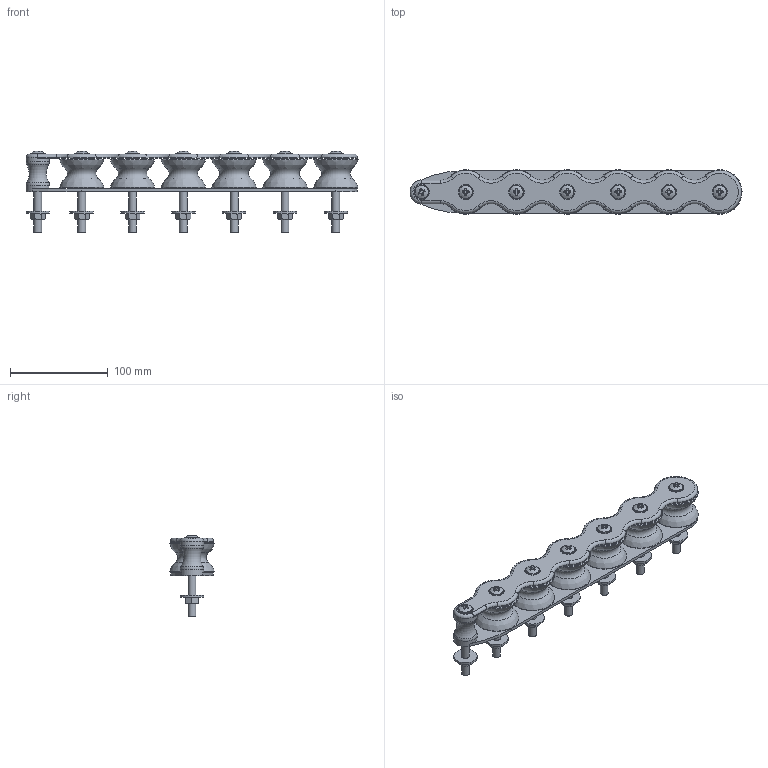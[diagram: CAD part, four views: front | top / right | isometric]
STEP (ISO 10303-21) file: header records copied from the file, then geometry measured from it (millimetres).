
FILE_DESCRIPTION(/* description */ (''),/* implementation_level */ '2;1');
FILE_NAME(/* name */ 'T560.stp',/* time_stamp */ '2016-04-04T10:27:04+02:00',/* author */ ('Nicola'),/* organization */ (''),/* preprocessor_version */ 'ST-DEVELOPER v16.1',/* originating_system */ 'Autodesk Inventor 2016',/* authorisation */ '');
FILE_SCHEMA (('AUTOMOTIVE_DESIGN { 1 0 10303 214 3 1 1 }'));
Length unit declared in the file: millimetre
Products named in the file (1): T560
Bounding box: 339.74 x 45.48 x 83.65 mm (x, y, z)
Volume: 325885.4 mm3; surface area: 112663.9 mm2
Topology: 1 solids, 1 shells, 392 faces, 957 edges, 621 vertices
Faces by surface type: plane 188, cylinder 77, cone 56, torus 52, bspline 12, sphere 7
Full cylindrical faces by diameter (mm): 8 x14, 13.75 x12, 14 x7, 15.7 x7, 24 x9
Entity records: 11186 total; most frequent: CARTESIAN_POINT 2555, DIRECTION 1864, ORIENTED_EDGE 1630, EDGE_CURVE 815, AXIS2_PLACEMENT_3D 792, VERTEX_POINT 591, EDGE_LOOP 570, CIRCLE 411
